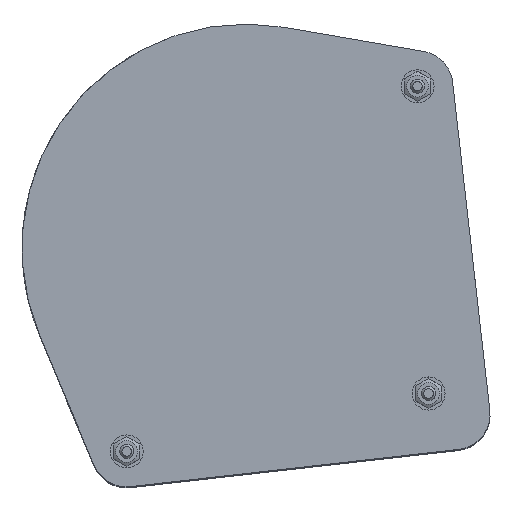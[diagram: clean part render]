
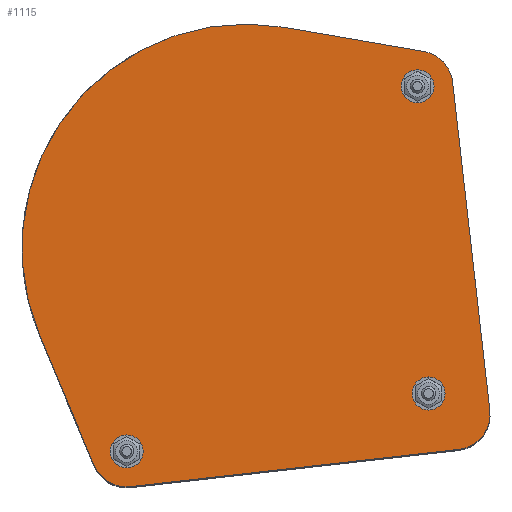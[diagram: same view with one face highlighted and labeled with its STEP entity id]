
A CAD part, top view. The second image highlights one B-rep face of the part: STEP entity #1115.
In plain terms, the highlighted face is planar.
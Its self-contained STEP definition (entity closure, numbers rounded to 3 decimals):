
#480=CARTESIAN_POINT('',(28.25,40.0,0.0));
#481=VERTEX_POINT('',#480);
#482=CARTESIAN_POINT('',(30.0,40.0,0.0));
#483=DIRECTION('',(0.0,0.0,1.0));
#484=DIRECTION('',(1.0,0.0,0.0));
#485=AXIS2_PLACEMENT_3D('',#482,#483,#484);
#486=CIRCLE('',#485,1.75);
#487=EDGE_CURVE('',#481,#481,#486,.T.);
#508=CARTESIAN_POINT('',(-36.75,35.0,0.0));
#509=VERTEX_POINT('',#508);
#510=CARTESIAN_POINT('',(-35.0,35.0,0.0));
#511=DIRECTION('',(0.0,0.0,1.0));
#512=DIRECTION('',(1.0,0.0,0.0));
#513=AXIS2_PLACEMENT_3D('',#510,#511,#512);
#514=CIRCLE('',#513,1.75);
#515=EDGE_CURVE('',#509,#509,#514,.T.);
#536=CARTESIAN_POINT('',(-41.75,-30.0,0.0));
#537=VERTEX_POINT('',#536);
#538=CARTESIAN_POINT('',(-40.0,-30.0,0.0));
#539=DIRECTION('',(0.0,0.0,1.0));
#540=DIRECTION('',(1.0,0.0,0.0));
#541=AXIS2_PLACEMENT_3D('',#538,#539,#540);
#542=CIRCLE('',#541,1.75);
#543=EDGE_CURVE('',#537,#537,#542,.T.);
#835=CARTESIAN_POINT('',(37.2,42.1,0.0));
#836=VERTEX_POINT('',#835);
#843=CARTESIAN_POINT('',(30.0,47.5,0.0));
#844=VERTEX_POINT('',#843);
#845=CARTESIAN_POINT('',(30.0,40.0,0.0));
#846=DIRECTION('',(0.0,0.0,1.0));
#847=DIRECTION('',(0.96,0.28,0.0));
#848=AXIS2_PLACEMENT_3D('',#845,#846,#847);
#849=CIRCLE('',#848,7.5);
#850=EDGE_CURVE('',#836,#844,#849,.T.);
#874=CARTESIAN_POINT('',(45.6,13.3,0.0));
#875=VERTEX_POINT('',#874);
#882=CARTESIAN_POINT('',(45.6,13.3,0.0));
#883=DIRECTION('',(-0.28,0.96,0.0));
#884=VECTOR('',#883,30.);
#885=LINE('',#882,#884);
#886=EDGE_CURVE('',#875,#836,#885,.T.);
#907=CARTESIAN_POINT('',(-13.3,-45.6,0.0));
#908=VERTEX_POINT('',#907);
#915=CARTESIAN_POINT('',(0.0,0.0,0.0));
#916=DIRECTION('',(0.0,0.0,1.0));
#917=DIRECTION('',(-0.28,-0.96,0.0));
#918=AXIS2_PLACEMENT_3D('',#915,#916,#917);
#919=CIRCLE('',#918,47.5);
#920=EDGE_CURVE('',#908,#875,#919,.T.);
#948=CARTESIAN_POINT('',(-42.1,-37.2,0.0));
#949=VERTEX_POINT('',#948);
#956=CARTESIAN_POINT('',(-42.1,-37.2,0.0));
#957=DIRECTION('',(0.96,-0.28,0.0));
#958=VECTOR('',#957,30.);
#959=LINE('',#956,#958);
#960=EDGE_CURVE('',#949,#908,#959,.T.);
#980=CARTESIAN_POINT('',(-47.5,-30.0,0.0));
#981=VERTEX_POINT('',#980);
#988=CARTESIAN_POINT('',(-40.0,-30.0,0.0));
#989=DIRECTION('',(0.0,0.0,1.0));
#990=DIRECTION('',(-1.0,0.0,0.0));
#991=AXIS2_PLACEMENT_3D('',#988,#989,#990);
#992=CIRCLE('',#991,7.5);
#993=EDGE_CURVE('',#981,#949,#992,.T.);
#1012=CARTESIAN_POINT('',(-47.5,40.,0.0));
#1013=VERTEX_POINT('',#1012);
#1020=CARTESIAN_POINT('',(-47.5,40.,0.0));
#1021=DIRECTION('',(0.0,-1.0,0.0));
#1022=VECTOR('',#1021,70.);
#1023=LINE('',#1020,#1022);
#1024=EDGE_CURVE('',#1013,#981,#1023,.T.);
#1047=CARTESIAN_POINT('',(-40.0,47.5,0.0));
#1048=VERTEX_POINT('',#1047);
#1055=CARTESIAN_POINT('',(-40.,40.,0.0));
#1056=DIRECTION('',(0.0,0.0,1.0));
#1057=DIRECTION('',(0.0,1.0,0.0));
#1058=AXIS2_PLACEMENT_3D('',#1055,#1056,#1057);
#1059=CIRCLE('',#1058,7.5);
#1060=EDGE_CURVE('',#1048,#1013,#1059,.T.);
#1078=CARTESIAN_POINT('',(30.0,47.5,0.0));
#1079=DIRECTION('',(-1.0,0.0,0.0));
#1080=VECTOR('',#1079,70.0);
#1081=LINE('',#1078,#1080);
#1082=EDGE_CURVE('',#844,#1048,#1081,.T.);
#1091=CARTESIAN_POINT('',(-3.659,3.659,0.0));
#1092=DIRECTION('',(0.0,0.0,1.0));
#1093=DIRECTION('',(1.0,0.0,0.0));
#1094=AXIS2_PLACEMENT_3D('',#1091,#1092,#1093);
#1095=PLANE('',#1094);
#1096=ORIENTED_EDGE('',*,*,#1082,.F.);
#1097=ORIENTED_EDGE('',*,*,#850,.F.);
#1098=ORIENTED_EDGE('',*,*,#886,.F.);
#1099=ORIENTED_EDGE('',*,*,#920,.F.);
#1100=ORIENTED_EDGE('',*,*,#960,.F.);
#1101=ORIENTED_EDGE('',*,*,#993,.F.);
#1102=ORIENTED_EDGE('',*,*,#1024,.F.);
#1103=ORIENTED_EDGE('',*,*,#1060,.F.);
#1104=EDGE_LOOP('',(#1096,#1097,#1098,#1099,#1100,#1101,#1102,#1103));
#1105=FACE_OUTER_BOUND('',#1104,.T.);
#1106=ORIENTED_EDGE('',*,*,#487,.T.);
#1107=EDGE_LOOP('',(#1106));
#1108=FACE_BOUND('',#1107,.T.);
#1109=ORIENTED_EDGE('',*,*,#515,.T.);
#1110=EDGE_LOOP('',(#1109));
#1111=FACE_BOUND('',#1110,.T.);
#1112=ORIENTED_EDGE('',*,*,#543,.T.);
#1113=EDGE_LOOP('',(#1112));
#1114=FACE_BOUND('',#1113,.T.);
#1115=ADVANCED_FACE('',(#1105,#1108,#1111,#1114),#1095,.F.);
